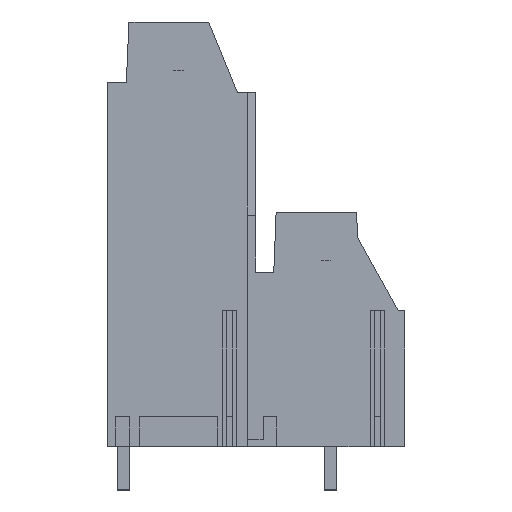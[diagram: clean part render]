
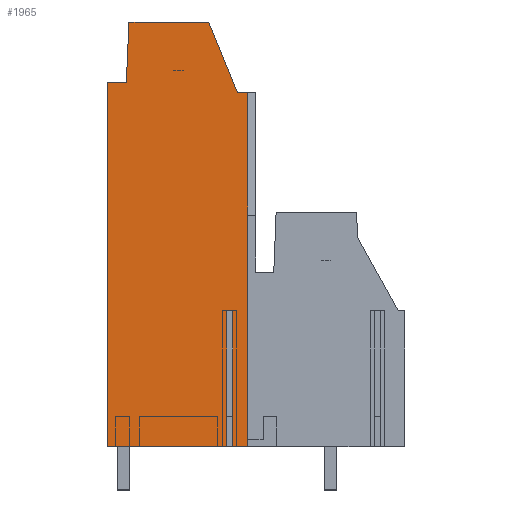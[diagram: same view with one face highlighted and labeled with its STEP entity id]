
A CAD part, left-side view. The second image highlights one B-rep face of the part: STEP entity #1965.
In plain terms, the highlighted planar face has unit normal (-1, 0, 0).
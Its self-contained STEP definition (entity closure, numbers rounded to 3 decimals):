
#1899=AXIS2_PLACEMENT_3D('Plane Axis2P3D',#1896,#1897,#1898) ;
#1099=CARTESIAN_POINT('Line Origine',(0.,12.12,3.2)) ;
#1103=CARTESIAN_POINT('Vertex',(0.,11.574,3.2)) ;
#1105=CARTESIAN_POINT('Vertex',(0.,12.665,3.2)) ;
#1154=CARTESIAN_POINT('Vertex',(0.,13.115,3.2)) ;
#1157=CARTESIAN_POINT('Line Origine',(0.,17.528,3.2)) ;
#1161=CARTESIAN_POINT('Vertex',(0.,21.94,3.2)) ;
#1670=CARTESIAN_POINT('Vertex',(0.,11.574,29.26)) ;
#1673=CARTESIAN_POINT('Line Origine',(0.,11.574,16.23)) ;
#1879=CARTESIAN_POINT('Vertex',(0.,12.337,29.26)) ;
#1882=CARTESIAN_POINT('Line Origine',(0.,11.956,29.26)) ;
#1896=CARTESIAN_POINT('Axis2P3D Location',(0.,11.,17.2)) ;
#1902=CARTESIAN_POINT('Control Point',(0.,20.328,34.47)) ;
#1903=CARTESIAN_POINT('Control Point',(0.,20.521,30.05)) ;
#1904=CARTESIAN_POINT('Vertex',(0.,20.328,34.47)) ;
#1906=CARTESIAN_POINT('Vertex',(0.,20.521,30.05)) ;
#1909=CARTESIAN_POINT('Line Origine',(0.,16.853,30.05)) ;
#1913=CARTESIAN_POINT('Vertex',(0.,21.94,30.05)) ;
#1916=CARTESIAN_POINT('Line Origine',(0.,21.94,34.47)) ;
#1921=CARTESIAN_POINT('Line Origine',(0.,13.115,34.47)) ;
#1925=CARTESIAN_POINT('Vertex',(0.,13.115,13.2)) ;
#1928=CARTESIAN_POINT('Line Origine',(0.,16.853,13.2)) ;
#1932=CARTESIAN_POINT('Vertex',(0.,12.665,13.2)) ;
#1935=CARTESIAN_POINT('Line Origine',(0.,12.665,34.47)) ;
#1941=CARTESIAN_POINT('Control Point',(0.,12.337,29.26)) ;
#1942=CARTESIAN_POINT('Control Point',(0.,14.449,34.47)) ;
#1943=CARTESIAN_POINT('Vertex',(0.,14.449,34.47)) ;
#1946=CARTESIAN_POINT('Line Origine',(0.,16.853,34.47)) ;
#1100=DIRECTION('Vector Direction',(0.,1.,0.)) ;
#1158=DIRECTION('Vector Direction',(0.,1.,0.)) ;
#1674=DIRECTION('Vector Direction',(0.,0.,-1.)) ;
#1883=DIRECTION('Vector Direction',(0.,1.,0.)) ;
#1897=DIRECTION('Axis2P3D Direction',(1.,0.,0.)) ;
#1898=DIRECTION('Axis2P3D XDirection',(0.,1.,0.)) ;
#1910=DIRECTION('Vector Direction',(0.,1.,0.)) ;
#1917=DIRECTION('Vector Direction',(0.,0.,1.)) ;
#1922=DIRECTION('Vector Direction',(0.,0.,1.)) ;
#1929=DIRECTION('Vector Direction',(0.,1.,0.)) ;
#1936=DIRECTION('Vector Direction',(0.,0.,1.)) ;
#1947=DIRECTION('Vector Direction',(0.,1.,0.)) ;
#1101=VECTOR('Line Direction',#1100,1.) ;
#1159=VECTOR('Line Direction',#1158,1.) ;
#1675=VECTOR('Line Direction',#1674,1.) ;
#1884=VECTOR('Line Direction',#1883,1.) ;
#1911=VECTOR('Line Direction',#1910,1.) ;
#1918=VECTOR('Line Direction',#1917,1.) ;
#1923=VECTOR('Line Direction',#1922,1.) ;
#1930=VECTOR('Line Direction',#1929,1.) ;
#1937=VECTOR('Line Direction',#1936,1.) ;
#1948=VECTOR('Line Direction',#1947,1.) ;
#1952=ORIENTED_EDGE('',*,*,#1908,.T.) ;
#1953=ORIENTED_EDGE('',*,*,#1915,.T.) ;
#1954=ORIENTED_EDGE('',*,*,#1920,.T.) ;
#1955=ORIENTED_EDGE('',*,*,#1163,.F.) ;
#1956=ORIENTED_EDGE('',*,*,#1927,.T.) ;
#1957=ORIENTED_EDGE('',*,*,#1934,.T.) ;
#1958=ORIENTED_EDGE('',*,*,#1939,.F.) ;
#1959=ORIENTED_EDGE('',*,*,#1107,.F.) ;
#1960=ORIENTED_EDGE('',*,*,#1677,.F.) ;
#1961=ORIENTED_EDGE('',*,*,#1886,.T.) ;
#1962=ORIENTED_EDGE('',*,*,#1945,.T.) ;
#1963=ORIENTED_EDGE('',*,*,#1950,.T.) ;
#1965=ADVANCED_FACE('housing',(#1964),#1900,.F.) ;
#1901=B_SPLINE_CURVE_WITH_KNOTS('',1,(#1902,#1903),.UNSPECIFIED.,.F.,.U.,(2,2),(-2.212,2.212),.UNSPECIFIED.) ;
#1940=B_SPLINE_CURVE_WITH_KNOTS('',1,(#1941,#1942),.UNSPECIFIED.,.F.,.U.,(2,2),(-2.811,2.811),.UNSPECIFIED.) ;
#1107=EDGE_CURVE('',#1104,#1106,#1102,.T.) ;
#1163=EDGE_CURVE('',#1155,#1162,#1160,.T.) ;
#1677=EDGE_CURVE('',#1671,#1104,#1676,.T.) ;
#1886=EDGE_CURVE('',#1671,#1880,#1885,.T.) ;
#1908=EDGE_CURVE('',#1905,#1907,#1901,.T.) ;
#1915=EDGE_CURVE('',#1907,#1914,#1912,.T.) ;
#1920=EDGE_CURVE('',#1914,#1162,#1919,.F.) ;
#1927=EDGE_CURVE('',#1155,#1926,#1924,.T.) ;
#1934=EDGE_CURVE('',#1926,#1933,#1931,.F.) ;
#1939=EDGE_CURVE('',#1106,#1933,#1938,.T.) ;
#1945=EDGE_CURVE('',#1880,#1944,#1940,.T.) ;
#1950=EDGE_CURVE('',#1944,#1905,#1949,.T.) ;
#1951=EDGE_LOOP('',(#1952,#1953,#1954,#1955,#1956,#1957,#1958,#1959,#1960,#1961,#1962,#1963)) ;
#1964=FACE_OUTER_BOUND('',#1951,.T.) ;
#1102=LINE('Line',#1099,#1101) ;
#1160=LINE('Line',#1157,#1159) ;
#1676=LINE('Line',#1673,#1675) ;
#1885=LINE('Line',#1882,#1884) ;
#1912=LINE('Line',#1909,#1911) ;
#1919=LINE('Line',#1916,#1918) ;
#1924=LINE('Line',#1921,#1923) ;
#1931=LINE('Line',#1928,#1930) ;
#1938=LINE('Line',#1935,#1937) ;
#1949=LINE('Line',#1946,#1948) ;
#1900=PLANE('',#1899) ;
#1104=VERTEX_POINT('',#1103) ;
#1106=VERTEX_POINT('',#1105) ;
#1155=VERTEX_POINT('',#1154) ;
#1162=VERTEX_POINT('',#1161) ;
#1671=VERTEX_POINT('',#1670) ;
#1880=VERTEX_POINT('',#1879) ;
#1905=VERTEX_POINT('',#1904) ;
#1907=VERTEX_POINT('',#1906) ;
#1914=VERTEX_POINT('',#1913) ;
#1926=VERTEX_POINT('',#1925) ;
#1933=VERTEX_POINT('',#1932) ;
#1944=VERTEX_POINT('',#1943) ;
